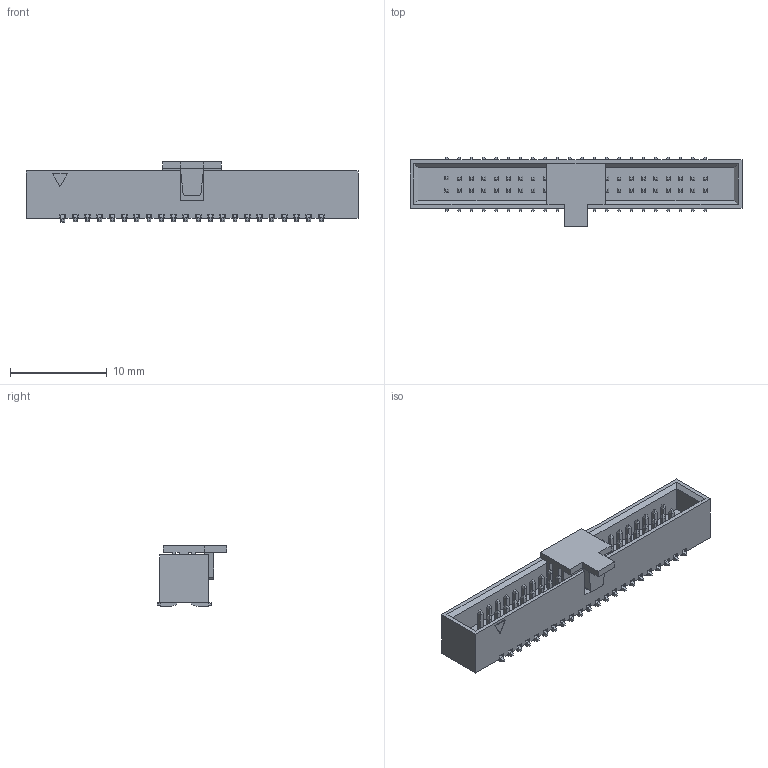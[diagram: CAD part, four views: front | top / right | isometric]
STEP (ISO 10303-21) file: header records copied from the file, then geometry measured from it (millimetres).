
FILE_DESCRIPTION(/* description */ ('Unknown'),/* implementation_level */ '2;1');
FILE_NAME(/* name */ '62734420621',/* time_stamp */ '2020-05-28T13:40:20+02:00',/* author */ ('Unknown'),/* organization */ ('Unknown'),/* preprocessor_version */ 'ST-DEVELOPER v16.7',/* originating_system */ 'DEX',/* authorisation */ $);
FILE_SCHEMA (('AUTOMOTIVE_DESIGN { 1 0 10303 214 3 1 1 }','AUTOMOTIVE_DESIGN {1 0 10303 214 3 1 1}'));
Length unit declared in the file: millimetre
Products named in the file (4): 6273xx20621; 62704420621; 6270xx20621_PIN; 6273xx20621_Cap
Assembly tree (46 placements, depth 2):
  6273xx20621
    62704420621
    6270xx20621_PIN  x44
    6273xx20621_Cap
Bounding box: 34.29 x 7.22 x 6.26 mm (x, y, z)
Volume: 564 mm3; surface area: 1751.4 mm2
Topology: 46 solids, 46 shells, 1329 faces, 3390 edges, 2110 vertices
Faces by surface type: plane 1239, cylinder 90
Entity records: 22391 total; most frequent: CARTESIAN_POINT 3350, ORIENTED_EDGE 3340, DIRECTION 2882, EDGE_CURVE 1670, LINE 1662, VECTOR 1662, VERTEX_POINT 1078, AXIS2_PLACEMENT_3D 610
